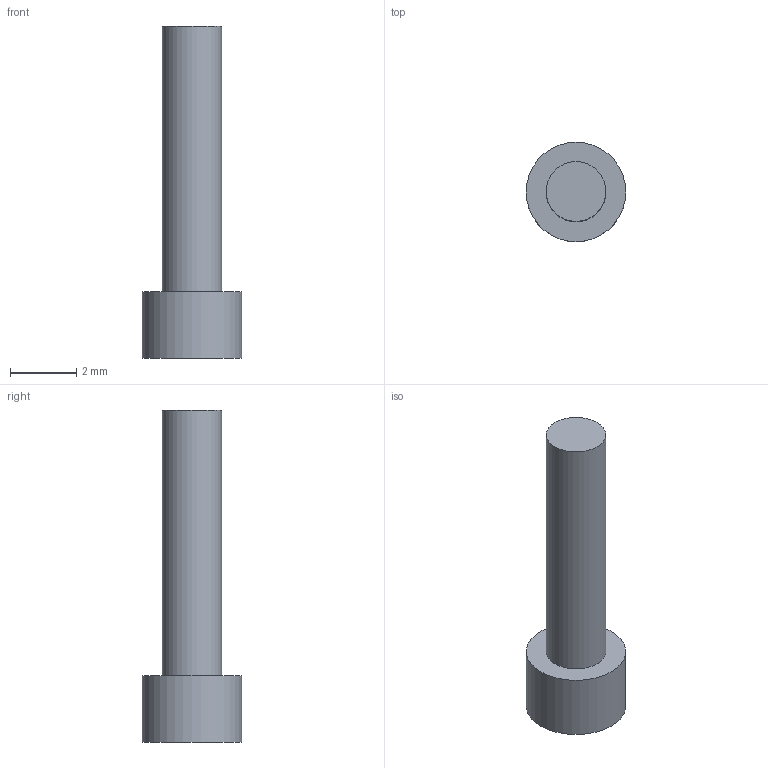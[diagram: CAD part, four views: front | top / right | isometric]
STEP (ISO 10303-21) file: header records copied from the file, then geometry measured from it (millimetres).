
FILE_DESCRIPTION(/* description */ (''),/* implementation_level */ '2;1');
FILE_NAME(/* name */ 'screw.ipt.stp',/* time_stamp */ '2021-06-20T10:03:03-05:00',/* author */ ('svale'),/* organization */ (''),/* preprocessor_version */ 'ST-DEVELOPER v18.1',/* originating_system */ 'Autodesk Inventor 2021',/* authorisation */ '');
FILE_SCHEMA (('AUTOMOTIVE_DESIGN { 1 0 10303 214 3 1 1 }'));
Length unit declared in the file: millimetre
Products named in the file (1): screw
Bounding box: 3 x 3 x 10 mm (x, y, z)
Volume: 29.4 mm3; surface area: 89.5 mm2
Topology: 2 solids, 2 shells, 7 faces, 12 edges, 9 vertices
Faces by surface type: plane 4, cylinder 3
Full cylindrical faces by diameter (mm): 1.8 x2, 3 x1
Entity records: 223 total; most frequent: DIRECTION 37, CARTESIAN_POINT 29, ORIENTED_EDGE 24, AXIS2_PLACEMENT_3D 17, EDGE_CURVE 12, EDGE_LOOP 9, CIRCLE 9, VERTEX_POINT 9
